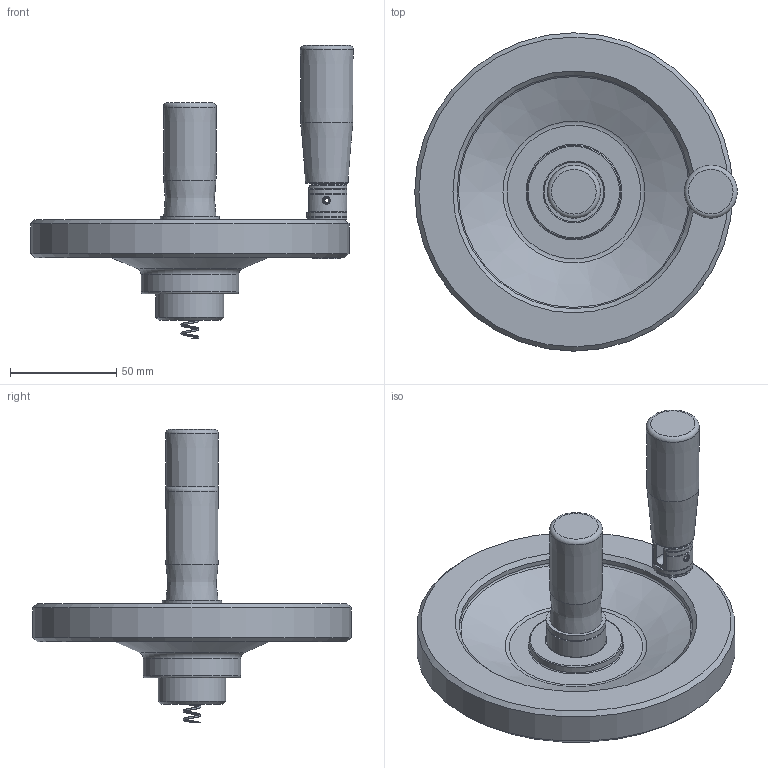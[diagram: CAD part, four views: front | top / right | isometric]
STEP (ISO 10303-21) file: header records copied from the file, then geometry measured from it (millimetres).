
FILE_DESCRIPTION( ( 'Unknown' ), '1' );
FILE_NAME( '7117011_VPRA150_MR.stp', 'Unknown', ( 'Unknown' ), ( 'Unknown' ), 'XStep 1.0', 'Unknown', ' ' );
FILE_SCHEMA( ( 'CONFIG_CONTROL_DESIGN' ) );
Length unit declared in the file: millimetre
Products named in the file (12): Assem1; Assem2; 1; 2; 3; 4; 5; 6; 7; 8; 9; 10
Bounding box: 151.99 x 150 x 138.1 mm (x, y, z)
Volume: 559637.3 mm3; surface area: 152343.6 mm2
Topology: 27 solids, 27 shells, 388 faces, 856 edges, 548 vertices
Faces by surface type: plane 137, cylinder 129, cone 55, torus 47, bspline 17, sphere 3
Full cylindrical faces by diameter (mm): 2.5 x3, 3.25 x6, 3.5 x3, 6 x5, 6.1 x3, 6.39 x3, 6.4 x3, 6.5 x3, 8.2 x6, 8.31 x3, 8.376 x2, 9 x3, 9.339 x3, 10 x6, 10.7 x3, 10.716 x3, 12.682 x3, 13 x4, 19 x6, 28 x6, 32 x2, 34 x4, 44 x2, 46 x2, 110 x2, 150 x2
Entity records: 5461 total; most frequent: CARTESIAN_POINT 2090, DIRECTION 618, ORIENTED_EDGE 452, AXIS2_PLACEMENT_3D 284, EDGE_LOOP 246, EDGE_CURVE 226, FACE_OUTER_BOUND 197, VERTEX_POINT 183
